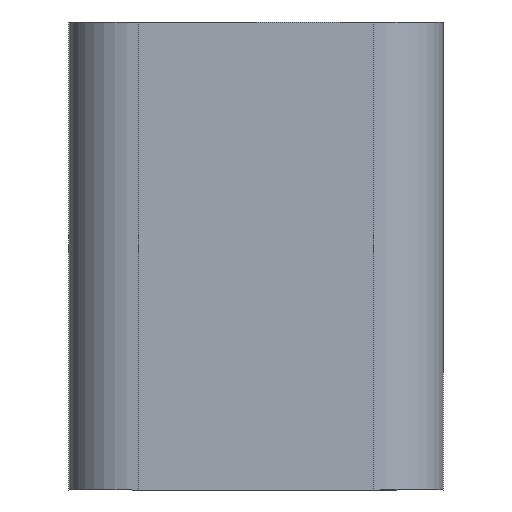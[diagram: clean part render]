
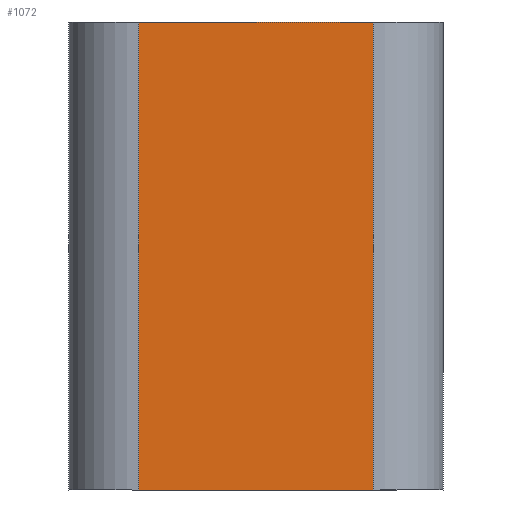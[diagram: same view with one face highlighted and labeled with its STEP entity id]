
A CAD part, left-side view. The second image highlights one B-rep face of the part: STEP entity #1072.
In plain terms, the highlighted planar face has unit normal (-1, 0, 0).
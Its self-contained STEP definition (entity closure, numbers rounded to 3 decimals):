
#5 = EDGE_CURVE ( 'NONE', #1107, #475, #481, .T. ) ;
#43 = CARTESIAN_POINT ( 'NONE',  ( -17., 48.3, 21.5 ) ) ;
#48 = EDGE_CURVE ( 'NONE', #255, #687, #730, .T. ) ;
#52 = DIRECTION ( 'NONE',  ( 0., 0., 1. ) ) ;
#79 = VECTOR ( 'NONE', #870, 1000. ) ;
#114 = PLANE ( 'NONE',  #793 ) ;
#133 = LINE ( 'NONE', #930, #241 ) ;
#160 = ORIENTED_EDGE ( 'NONE', *, *, #375, .T. ) ;
#241 = VECTOR ( 'NONE', #52, 1000. ) ;
#255 = VERTEX_POINT ( 'NONE', #869 ) ;
#288 = CARTESIAN_POINT ( 'NONE',  ( -17., 48.3, 21.5 ) ) ;
#300 = DIRECTION ( 'NONE',  ( 0., 1., 0. ) ) ;
#308 = VECTOR ( 'NONE', #300, 1000. ) ;
#375 = EDGE_CURVE ( 'NONE', #1107, #255, #133, .T. ) ;
#378 = CARTESIAN_POINT ( 'NONE',  ( -17., 35.3, 1.5 ) ) ;
#386 = CARTESIAN_POINT ( 'NONE',  ( -17., 48.3, 1.5 ) ) ;
#405 = CARTESIAN_POINT ( 'NONE',  ( -17., 45.3, 1.5 ) ) ;
#414 = EDGE_LOOP ( 'NONE', ( #878, #160, #449, #908 ) ) ;
#449 = ORIENTED_EDGE ( 'NONE', *, *, #48, .T. ) ;
#474 = DIRECTION ( 'NONE',  ( -1., 0., 0. ) ) ;
#475 = VERTEX_POINT ( 'NONE', #405 ) ;
#481 = LINE ( 'NONE', #386, #308 ) ;
#493 = VECTOR ( 'NONE', #668, 1000. ) ;
#494 = EDGE_CURVE ( 'NONE', #687, #475, #779, .T. ) ;
#508 = CARTESIAN_POINT ( 'NONE',  ( -17., 45.3, 21.5 ) ) ;
#565 = FACE_OUTER_BOUND ( 'NONE', #414, .T. ) ;
#640 = DIRECTION ( 'NONE',  ( 0., 0., 1. ) ) ;
#666 = CARTESIAN_POINT ( 'NONE',  ( -17., 45.3, 21.5 ) ) ;
#668 = DIRECTION ( 'NONE',  ( 0., 1., 0. ) ) ;
#687 = VERTEX_POINT ( 'NONE', #508 ) ;
#730 = LINE ( 'NONE', #43, #493 ) ;
#779 = LINE ( 'NONE', #666, #79 ) ;
#793 = AXIS2_PLACEMENT_3D ( 'NONE', #288, #474, #640 ) ;
#869 = CARTESIAN_POINT ( 'NONE',  ( -17., 35.3, 21.5 ) ) ;
#870 = DIRECTION ( 'NONE',  ( 0., 0., -1. ) ) ;
#878 = ORIENTED_EDGE ( 'NONE', *, *, #5, .F. ) ;
#908 = ORIENTED_EDGE ( 'NONE', *, *, #494, .T. ) ;
#930 = CARTESIAN_POINT ( 'NONE',  ( -17., 35.3, 21.5 ) ) ;
#1072 = ADVANCED_FACE ( 'NONE', ( #565 ), #114, .T. ) ;
#1107 = VERTEX_POINT ( 'NONE', #378 ) ;
